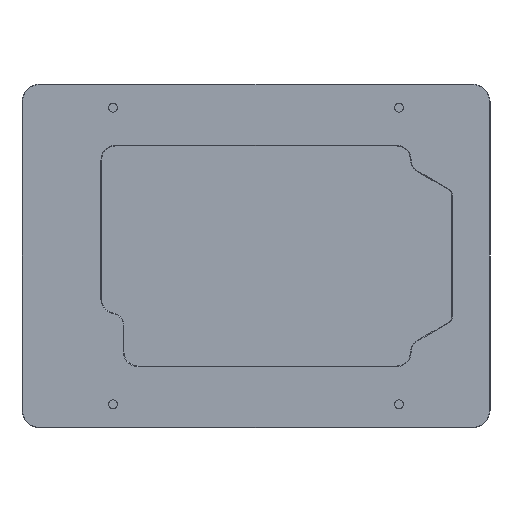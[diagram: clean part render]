
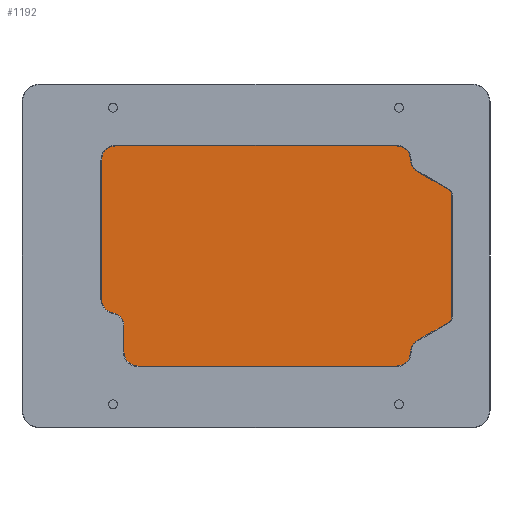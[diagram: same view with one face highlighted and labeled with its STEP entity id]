
A CAD part, front view. The second image highlights one B-rep face of the part: STEP entity #1192.
In plain terms, the highlighted planar face has unit normal (0, -1, 0).
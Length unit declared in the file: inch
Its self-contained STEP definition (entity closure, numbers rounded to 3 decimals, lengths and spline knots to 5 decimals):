
#62=FACE_OUTER_BOUND('',#140,.T.);
#140=EDGE_LOOP('',(#807,#808,#809,#810,#811,#812,#813,#814,#815,#816,#817,
#818,#819,#820,#821,#822,#823));
#227=CIRCLE('',#1295,0.14);
#228=CIRCLE('',#1296,0.14);
#229=CIRCLE('',#1297,0.3);
#230=CIRCLE('',#1298,0.3);
#231=CIRCLE('',#1299,0.3);
#232=CIRCLE('',#1300,0.3);
#233=CIRCLE('',#1301,0.26);
#234=CIRCLE('',#1302,0.3);
#235=CIRCLE('',#1303,0.3);
#236=CIRCLE('',#1304,0.3);
#289=LINE('',#1847,#404);
#290=LINE('',#1851,#405);
#291=LINE('',#1855,#406);
#292=LINE('',#1861,#407);
#293=LINE('',#1865,#408);
#294=LINE('',#1871,#409);
#295=LINE('',#1875,#410);
#404=VECTOR('',#1447,0.3937);
#405=VECTOR('',#1450,0.3937);
#406=VECTOR('',#1453,0.3937);
#407=VECTOR('',#1458,0.3937);
#408=VECTOR('',#1461,0.3937);
#409=VECTOR('',#1466,0.3937);
#410=VECTOR('',#1469,0.3937);
#523=VERTEX_POINT('',#1845);
#524=VERTEX_POINT('',#1846);
#525=VERTEX_POINT('',#1848);
#526=VERTEX_POINT('',#1850);
#527=VERTEX_POINT('',#1852);
#528=VERTEX_POINT('',#1854);
#529=VERTEX_POINT('',#1856);
#530=VERTEX_POINT('',#1858);
#531=VERTEX_POINT('',#1860);
#532=VERTEX_POINT('',#1862);
#533=VERTEX_POINT('',#1864);
#534=VERTEX_POINT('',#1866);
#535=VERTEX_POINT('',#1868);
#536=VERTEX_POINT('',#1870);
#537=VERTEX_POINT('',#1872);
#538=VERTEX_POINT('',#1874);
#539=VERTEX_POINT('',#1876);
#630=EDGE_CURVE('',#523,#524,#289,.T.);
#631=EDGE_CURVE('',#525,#523,#227,.T.);
#632=EDGE_CURVE('',#526,#525,#290,.T.);
#633=EDGE_CURVE('',#527,#526,#228,.T.);
#634=EDGE_CURVE('',#528,#527,#291,.T.);
#635=EDGE_CURVE('',#529,#528,#229,.T.);
#636=EDGE_CURVE('',#530,#529,#230,.T.);
#637=EDGE_CURVE('',#531,#530,#292,.T.);
#638=EDGE_CURVE('',#532,#531,#231,.T.);
#639=EDGE_CURVE('',#533,#532,#293,.T.);
#640=EDGE_CURVE('',#534,#533,#232,.T.);
#641=EDGE_CURVE('',#535,#534,#233,.T.);
#642=EDGE_CURVE('',#536,#535,#294,.T.);
#643=EDGE_CURVE('',#537,#536,#234,.T.);
#644=EDGE_CURVE('',#538,#537,#295,.T.);
#645=EDGE_CURVE('',#539,#538,#235,.T.);
#646=EDGE_CURVE('',#524,#539,#236,.T.);
#807=ORIENTED_EDGE('',*,*,#630,.F.);
#808=ORIENTED_EDGE('',*,*,#631,.F.);
#809=ORIENTED_EDGE('',*,*,#632,.F.);
#810=ORIENTED_EDGE('',*,*,#633,.F.);
#811=ORIENTED_EDGE('',*,*,#634,.F.);
#812=ORIENTED_EDGE('',*,*,#635,.F.);
#813=ORIENTED_EDGE('',*,*,#636,.F.);
#814=ORIENTED_EDGE('',*,*,#637,.F.);
#815=ORIENTED_EDGE('',*,*,#638,.F.);
#816=ORIENTED_EDGE('',*,*,#639,.F.);
#817=ORIENTED_EDGE('',*,*,#640,.F.);
#818=ORIENTED_EDGE('',*,*,#641,.F.);
#819=ORIENTED_EDGE('',*,*,#642,.F.);
#820=ORIENTED_EDGE('',*,*,#643,.F.);
#821=ORIENTED_EDGE('',*,*,#644,.F.);
#822=ORIENTED_EDGE('',*,*,#645,.F.);
#823=ORIENTED_EDGE('',*,*,#646,.F.);
#1154=PLANE('',#1294);
#1192=ADVANCED_FACE('',(#62),#1154,.F.);
#1294=AXIS2_PLACEMENT_3D('',#1844,#1445,#1446);
#1295=AXIS2_PLACEMENT_3D('',#1849,#1448,#1449);
#1296=AXIS2_PLACEMENT_3D('',#1853,#1451,#1452);
#1297=AXIS2_PLACEMENT_3D('',#1857,#1454,#1455);
#1298=AXIS2_PLACEMENT_3D('',#1859,#1456,#1457);
#1299=AXIS2_PLACEMENT_3D('',#1863,#1459,#1460);
#1300=AXIS2_PLACEMENT_3D('',#1867,#1462,#1463);
#1301=AXIS2_PLACEMENT_3D('',#1869,#1464,#1465);
#1302=AXIS2_PLACEMENT_3D('',#1873,#1467,#1468);
#1303=AXIS2_PLACEMENT_3D('',#1877,#1470,#1471);
#1304=AXIS2_PLACEMENT_3D('',#1878,#1472,#1473);
#1445=DIRECTION('center_axis',(0.,1.,0.));
#1446=DIRECTION('ref_axis',(-1.,0.,0.));
#1447=DIRECTION('',(-0.866,0.,-0.5));
#1448=DIRECTION('center_axis',(0.,1.,0.));
#1449=DIRECTION('ref_axis',(1.,0.,0.));
#1450=DIRECTION('',(0.,0.,-1.));
#1451=DIRECTION('center_axis',(0.,1.,0.));
#1452=DIRECTION('ref_axis',(0.5,0.,0.866));
#1453=DIRECTION('',(0.866,0.,-0.5));
#1454=DIRECTION('center_axis',(0.,-1.,0.));
#1455=DIRECTION('ref_axis',(0.5,0.,0.866));
#1456=DIRECTION('center_axis',(0.,1.,0.));
#1457=DIRECTION('ref_axis',(0.,0.,1.));
#1458=DIRECTION('',(1.,0.,0.));
#1459=DIRECTION('center_axis',(0.,1.,0.));
#1460=DIRECTION('ref_axis',(-1.,0.,0.));
#1461=DIRECTION('',(0.,0.,1.));
#1462=DIRECTION('center_axis',(0.,1.,0.));
#1463=DIRECTION('ref_axis',(-0.147,0.,-0.989));
#1464=DIRECTION('center_axis',(0.,-1.,0.));
#1465=DIRECTION('ref_axis',(-0.147,0.,-0.989));
#1466=DIRECTION('',(0.,0.,1.));
#1467=DIRECTION('center_axis',(0.,1.,0.));
#1468=DIRECTION('ref_axis',(0.,0.,-1.));
#1469=DIRECTION('',(-1.,0.,0.));
#1470=DIRECTION('center_axis',(0.,1.,0.));
#1471=DIRECTION('ref_axis',(1.,0.,-0.021));
#1472=DIRECTION('center_axis',(0.,-1.,0.));
#1473=DIRECTION('ref_axis',(1.,0.,-0.021));
#1844=CARTESIAN_POINT('Origin',(4.95167,-4.42874,-3.65768));
#1845=CARTESIAN_POINT('',(9.06009,-4.42874,-5.09577));
#1846=CARTESIAN_POINT('',(8.40503,-4.42874,-5.47397));
#1847=CARTESIAN_POINT('',(7.67829,-4.42874,-5.89356));
#1848=CARTESIAN_POINT('',(9.13009,-4.42874,-4.97453));
#1849=CARTESIAN_POINT('Origin',(8.99009,-4.42874,-4.97453));
#1850=CARTESIAN_POINT('',(9.13009,-4.42874,-2.39114));
#1851=CARTESIAN_POINT('',(9.13009,-4.42874,-4.31611));
#1852=CARTESIAN_POINT('',(9.06009,-4.42874,-2.2699));
#1853=CARTESIAN_POINT('Origin',(8.99009,-4.42874,-2.39114));
#1854=CARTESIAN_POINT('',(8.40503,-4.42874,-1.8917));
#1855=CARTESIAN_POINT('',(7.49237,-4.42874,-1.36477));
#1856=CARTESIAN_POINT('',(8.25509,-4.42874,-1.63808));
#1857=CARTESIAN_POINT('Origin',(8.55503,-4.42874,-1.63189));
#1858=CARTESIAN_POINT('',(7.95516,-4.42874,-1.34428));
#1859=CARTESIAN_POINT('Origin',(7.95516,-4.42874,-1.64428));
#1860=CARTESIAN_POINT('',(1.989,-4.42874,-1.34428));
#1861=CARTESIAN_POINT('',(3.47034,-4.42874,-1.34428));
#1862=CARTESIAN_POINT('',(1.689,-4.42874,-1.64428));
#1863=CARTESIAN_POINT('Origin',(1.989,-4.42874,-1.64428));
#1864=CARTESIAN_POINT('',(1.689,-4.42874,-4.60248));
#1865=CARTESIAN_POINT('',(1.689,-4.42874,-4.13008));
#1866=CARTESIAN_POINT('',(1.94491,-4.42874,-4.89922));
#1867=CARTESIAN_POINT('Origin',(1.989,-4.42874,-4.60248));
#1868=CARTESIAN_POINT('',(2.16669,-4.42874,-5.1564));
#1869=CARTESIAN_POINT('Origin',(1.90669,-4.42874,-5.1564));
#1870=CARTESIAN_POINT('',(2.16669,-4.42874,-5.7214));
#1871=CARTESIAN_POINT('',(2.16669,-4.42874,-4.68954));
#1872=CARTESIAN_POINT('',(2.46669,-4.42874,-6.0214));
#1873=CARTESIAN_POINT('Origin',(2.46669,-4.42874,-5.7214));
#1874=CARTESIAN_POINT('',(7.95516,-4.42874,-6.0214));
#1875=CARTESIAN_POINT('',(6.45341,-4.42874,-6.0214));
#1876=CARTESIAN_POINT('',(8.25509,-4.42874,-5.72759));
#1877=CARTESIAN_POINT('Origin',(7.95516,-4.42874,-5.7214));
#1878=CARTESIAN_POINT('Origin',(8.55503,-4.42874,-5.73378));
